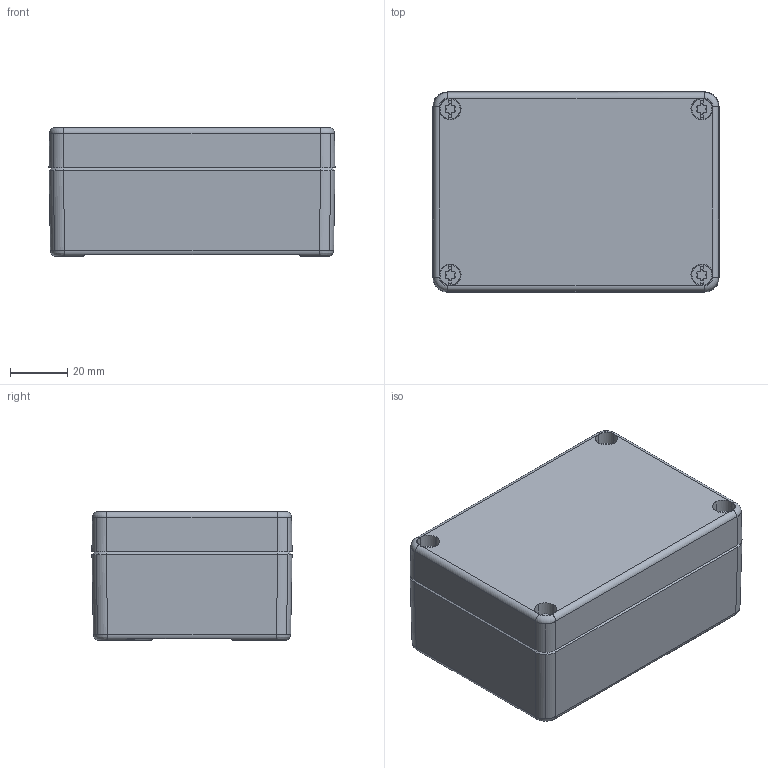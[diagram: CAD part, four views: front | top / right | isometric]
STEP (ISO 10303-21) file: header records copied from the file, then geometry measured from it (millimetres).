
FILE_DESCRIPTION(('CATIA V5R24 STEP','CAx-IF Rec.Pracs.--- Model Styling and Organization---1.2---2011-12-15'),'2;1');
FILE_NAME ('D1445882_2', '2018-04-17T05:59:39+00:00', ('Weidmueller Interface'), ('Weidmueller'), 'CATIA Version 5-6 Release 2014 SP4 HF52', 'CATIA V5 STEP AP214', 'none');
FILE_SCHEMA(('AUTOMOTIVE_DESIGN { 1 0 10303 214 1 1 1 1 }'));
Length unit declared in the file: millimetre
Products named in the file (1): 03848_ZUB_K2_GH
Bounding box: 100 x 70 x 45 mm (x, y, z)
Volume: 110340.6 mm3; surface area: 66029.7 mm2
Topology: 9 solids, 9 shells, 993 faces, 2558 edges, 1632 vertices
Faces by surface type: bspline 340, plane 308, cylinder 201, cone 90, torus 50, sphere 4
Entity records: 31218 total; most frequent: CARTESIAN_POINT 10881, ORIENTED_EDGE 5108, EDGE_CURVE 2554, DIRECTION 2459, VERTEX_POINT 1632, AXIS2_PLACEMENT_3D 1136, EDGE_LOOP 1068, ADVANCED_FACE 993
